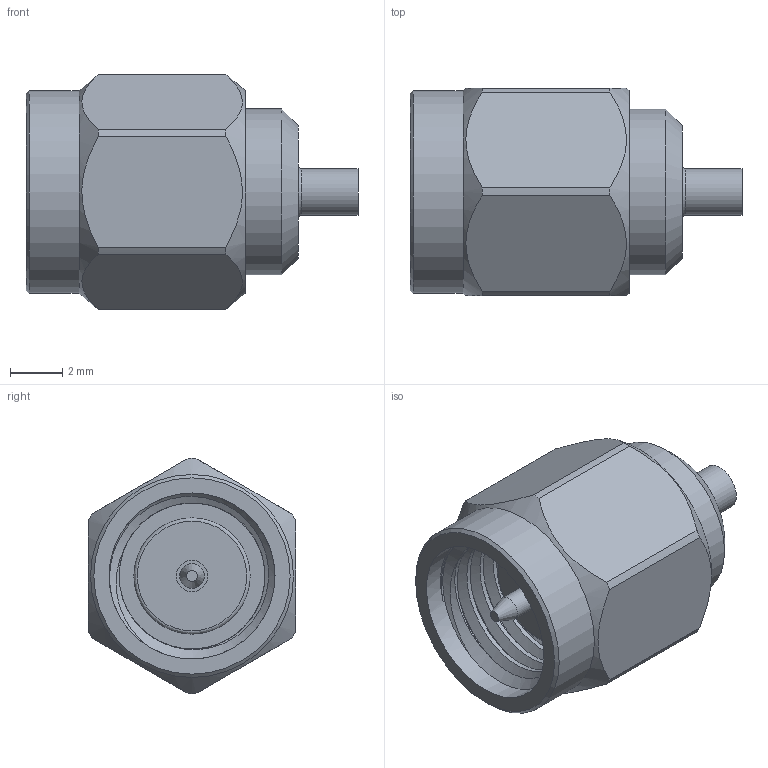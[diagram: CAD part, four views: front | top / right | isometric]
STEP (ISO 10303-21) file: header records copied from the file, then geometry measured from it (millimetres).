
FILE_DESCRIPTION (( 'STEP AP203' ), '1' );
FILE_NAME ('SMC047.step', '2020-04-20T20:41:12', ( '' ), ( '' ), 'SwSTEP 2.0', 'SolidWorks 2018', '' );
FILE_SCHEMA (( 'CONFIG_CONTROL_DESIGN' ));
Length unit declared in the file: inch
Products named in the file (1): SMC047
Bounding box: 12.7 x 7.94 x 8.99 mm (x, y, z)
Volume: 392.4 mm3; surface area: 583.5 mm2
Topology: 1 solids, 1 shells, 49 faces, 125 edges, 86 vertices
Faces by surface type: cylinder 21, plane 16, cone 7, bspline 4, torus 1
Full cylindrical faces by diameter (mm): 0.94 x1, 1.194 x1, 1.27 x1, 1.778 x1, 4.445 x1, 6.35 x7, 6.604 x1, 7.762 x1
Entity records: 3389 total; most frequent: CARTESIAN_POINT 2372, ORIENTED_EDGE 198, DIRECTION 166, EDGE_CURVE 99, VERTEX_POINT 83, AXIS2_PLACEMENT_3D 77, EDGE_LOOP 68, FACE_OUTER_BOUND 54
